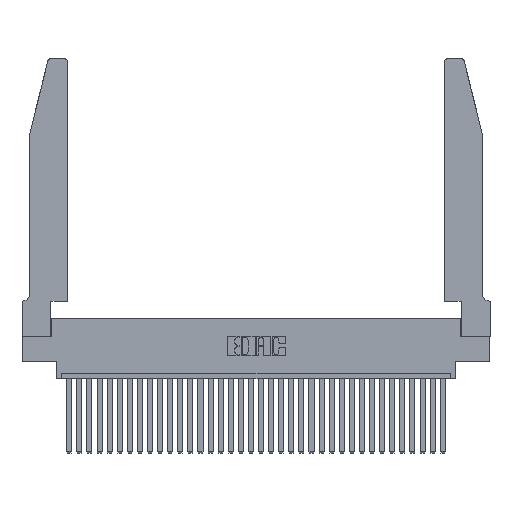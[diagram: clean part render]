
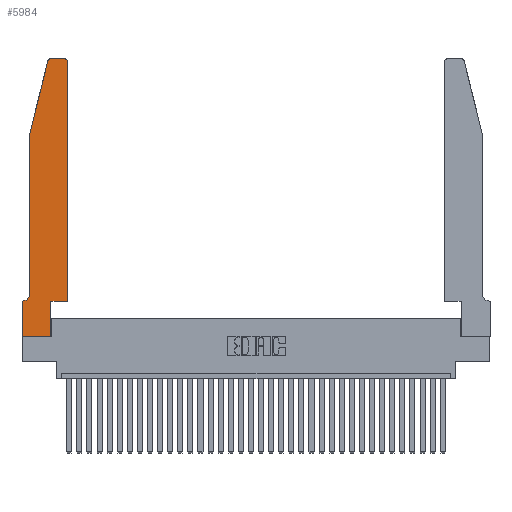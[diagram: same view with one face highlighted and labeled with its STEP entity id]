
A CAD part, top view. The second image highlights one B-rep face of the part: STEP entity #5984.
In plain terms, the highlighted planar face has unit normal (0, 0, 1).
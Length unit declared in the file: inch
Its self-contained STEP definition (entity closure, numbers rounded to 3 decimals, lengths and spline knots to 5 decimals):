
#396 = VECTOR ( 'NONE', #32852, 39.37008 ) ;
#506 = CARTESIAN_POINT ( 'NONE',  ( 0.0755, 2., 0.37 ) ) ;
#1230 = VERTEX_POINT ( 'NONE', #14040 ) ;
#1898 = ORIENTED_EDGE ( 'NONE', *, *, #10208, .T. ) ;
#2443 = DIRECTION ( 'NONE',  ( 0., 0., 1. ) ) ;
#2598 = VERTEX_POINT ( 'NONE', #4770 ) ;
#2643 = LINE ( 'NONE', #18801, #29162 ) ;
#2685 = EDGE_CURVE ( 'NONE', #19428, #18845, #21083, .T. ) ;
#3055 = CARTESIAN_POINT ( 'NONE',  ( 0., 0.35, 0.37 ) ) ;
#3532 = CARTESIAN_POINT ( 'NONE',  ( 0.284, 2.75, 0.37 ) ) ;
#3706 = LINE ( 'NONE', #19631, #23711 ) ;
#4086 = CARTESIAN_POINT ( 'NONE',  ( 0.25487, 2.72718, 0.37 ) ) ;
#4770 = CARTESIAN_POINT ( 'NONE',  ( 0.4505, 2.72, 0.37 ) ) ;
#5051 = DIRECTION ( 'NONE',  ( 1., 0., 0. ) ) ;
#5109 = CARTESIAN_POINT ( 'NONE',  ( 0.0055, 0.42, 0.37 ) ) ;
#5370 = ORIENTED_EDGE ( 'NONE', *, *, #6093, .T. ) ;
#5420 = CIRCLE ( 'NONE', #19520, 0.03 ) ;
#5792 = VERTEX_POINT ( 'NONE', #27677 ) ;
#5984 = ADVANCED_FACE ( 'NONE', ( #30719 ), #31889, .T. ) ;
#6093 = EDGE_CURVE ( 'NONE', #5792, #1230, #20507, .T. ) ;
#6999 = DIRECTION ( 'NONE',  ( 1., 0., 0. ) ) ;
#8141 = DIRECTION ( 'NONE',  ( 1., 0., 0. ) ) ;
#8216 = CARTESIAN_POINT ( 'NONE',  ( 0.4505, 0.35, 0.37 ) ) ;
#8260 = DIRECTION ( 'NONE',  ( 0., 0., 1. ) ) ;
#9134 = CIRCLE ( 'NONE', #10099, 0.03 ) ;
#9807 = ORIENTED_EDGE ( 'NONE', *, *, #28849, .T. ) ;
#9814 = LINE ( 'NONE', #25625, #31890 ) ;
#9815 = DIRECTION ( 'NONE',  ( 0., 0., -1. ) ) ;
#10064 = VERTEX_POINT ( 'NONE', #506 ) ;
#10099 = AXIS2_PLACEMENT_3D ( 'NONE', #13532, #8260, #23789 ) ;
#10208 = EDGE_CURVE ( 'NONE', #10064, #32699, #2643, .T. ) ;
#10391 = ORIENTED_EDGE ( 'NONE', *, *, #29160, .T. ) ;
#11464 = EDGE_CURVE ( 'NONE', #1230, #2598, #13568, .T. ) ;
#12341 = LINE ( 'NONE', #32627, #396 ) ;
#12371 = CARTESIAN_POINT ( 'NONE',  ( 0., 0., 0.37 ) ) ;
#12930 = VECTOR ( 'NONE', #25986, 39.37008 ) ;
#13314 = DIRECTION ( 'NONE',  ( 0., 0., 1. ) ) ;
#13376 = DIRECTION ( 'NONE',  ( 0., 1., 0. ) ) ;
#13532 = CARTESIAN_POINT ( 'NONE',  ( 0.4205, 2.72, 0.37 ) ) ;
#13568 = LINE ( 'NONE', #8216, #24599 ) ;
#13601 = ORIENTED_EDGE ( 'NONE', *, *, #15228, .T. ) ;
#14040 = CARTESIAN_POINT ( 'NONE',  ( 0.4505, 0.35, 0.37 ) ) ;
#15228 = EDGE_CURVE ( 'NONE', #32699, #31180, #18461, .T. ) ;
#15505 = VERTEX_POINT ( 'NONE', #4086 ) ;
#15613 = CARTESIAN_POINT ( 'NONE',  ( 0., 0.35, 0.37 ) ) ;
#16402 = VECTOR ( 'NONE', #6999, 39.37008 ) ;
#16633 = ORIENTED_EDGE ( 'NONE', *, *, #19507, .T. ) ;
#17217 = ORIENTED_EDGE ( 'NONE', *, *, #20963, .T. ) ;
#18039 = CARTESIAN_POINT ( 'NONE',  ( 0.2865, 0., 0.37 ) ) ;
#18461 = CIRCLE ( 'NONE', #29216, 0.07 ) ;
#18680 = DIRECTION ( 'NONE',  ( -0.239, -0.971, 0. ) ) ;
#18801 = CARTESIAN_POINT ( 'NONE',  ( 0.0755, 2., 0.37 ) ) ;
#18845 = VERTEX_POINT ( 'NONE', #18039 ) ;
#18922 = AXIS2_PLACEMENT_3D ( 'NONE', #15613, #2443, #5051 ) ;
#19146 = VERTEX_POINT ( 'NONE', #3532 ) ;
#19428 = VERTEX_POINT ( 'NONE', #12371 ) ;
#19507 = EDGE_CURVE ( 'NONE', #19146, #15505, #5420, .T. ) ;
#19520 = AXIS2_PLACEMENT_3D ( 'NONE', #23672, #13314, #8141 ) ;
#19543 = EDGE_CURVE ( 'NONE', #2598, #26725, #9134, .T. ) ;
#19631 = CARTESIAN_POINT ( 'NONE',  ( 0.0755, 0.35, 0.37 ) ) ;
#20258 = DIRECTION ( 'NONE',  ( 0., -1., 0. ) ) ;
#20507 = LINE ( 'NONE', #33022, #16402 ) ;
#20963 = EDGE_CURVE ( 'NONE', #15505, #10064, #22978, .T. ) ;
#21083 = LINE ( 'NONE', #28721, #12930 ) ;
#21113 = ORIENTED_EDGE ( 'NONE', *, *, #26474, .T. ) ;
#22978 = LINE ( 'NONE', #29157, #26217 ) ;
#23672 = CARTESIAN_POINT ( 'NONE',  ( 0.284, 2.72, 0.37 ) ) ;
#23711 = VECTOR ( 'NONE', #24843, 39.37008 ) ;
#23789 = DIRECTION ( 'NONE',  ( 1., 0., 0. ) ) ;
#24019 = DIRECTION ( 'NONE',  ( 0., -1., 0. ) ) ;
#24599 = VECTOR ( 'NONE', #13376, 39.37008 ) ;
#24843 = DIRECTION ( 'NONE',  ( -1., 0., 0. ) ) ;
#25040 = ORIENTED_EDGE ( 'NONE', *, *, #11464, .T. ) ;
#25625 = CARTESIAN_POINT ( 'NONE',  ( 0.2605, 2.75, 0.37 ) ) ;
#25669 = DIRECTION ( 'NONE',  ( -1., 0., 0. ) ) ;
#25954 = LINE ( 'NONE', #33122, #31278 ) ;
#25986 = DIRECTION ( 'NONE',  ( 1., 0., 0. ) ) ;
#26217 = VECTOR ( 'NONE', #18680, 39.37008 ) ;
#26226 = CARTESIAN_POINT ( 'NONE',  ( 0.4205, 2.75, 0.37 ) ) ;
#26474 = EDGE_CURVE ( 'NONE', #33301, #19428, #25954, .T. ) ;
#26725 = VERTEX_POINT ( 'NONE', #26226 ) ;
#27651 = ORIENTED_EDGE ( 'NONE', *, *, #2685, .T. ) ;
#27677 = CARTESIAN_POINT ( 'NONE',  ( 0.2865, 0.35, 0.37 ) ) ;
#28249 = ORIENTED_EDGE ( 'NONE', *, *, #19543, .T. ) ;
#28721 = CARTESIAN_POINT ( 'NONE',  ( 0., 0., 0.37 ) ) ;
#28849 = EDGE_CURVE ( 'NONE', #18845, #5792, #12341, .T. ) ;
#28851 = ORIENTED_EDGE ( 'NONE', *, *, #28937, .T. ) ;
#28937 = EDGE_CURVE ( 'NONE', #31180, #33301, #3706, .T. ) ;
#29157 = CARTESIAN_POINT ( 'NONE',  ( 0.0755, 2., 0.37 ) ) ;
#29160 = EDGE_CURVE ( 'NONE', #26725, #19146, #9814, .T. ) ;
#29162 = VECTOR ( 'NONE', #24019, 39.37008 ) ;
#29216 = AXIS2_PLACEMENT_3D ( 'NONE', #5109, #9815, #25669 ) ;
#30667 = CARTESIAN_POINT ( 'NONE',  ( 0.0755, 0.42, 0.37 ) ) ;
#30719 = FACE_OUTER_BOUND ( 'NONE', #32684, .T. ) ;
#30922 = DIRECTION ( 'NONE',  ( -1., 0., 0. ) ) ;
#31180 = VERTEX_POINT ( 'NONE', #32252 ) ;
#31278 = VECTOR ( 'NONE', #20258, 39.37008 ) ;
#31889 = PLANE ( 'NONE',  #18922 ) ;
#31890 = VECTOR ( 'NONE', #30922, 39.37008 ) ;
#32252 = CARTESIAN_POINT ( 'NONE',  ( 0.0055, 0.35, 0.37 ) ) ;
#32627 = CARTESIAN_POINT ( 'NONE',  ( 0.2865, 0.35, 0.37 ) ) ;
#32684 = EDGE_LOOP ( 'NONE', ( #10391, #16633, #17217, #1898, #13601, #28851, #21113, #27651, #9807, #5370, #25040, #28249 ) ) ;
#32699 = VERTEX_POINT ( 'NONE', #30667 ) ;
#32852 = DIRECTION ( 'NONE',  ( 0., 1., 0. ) ) ;
#33022 = CARTESIAN_POINT ( 'NONE',  ( 0.4505, 0.35, 0.37 ) ) ;
#33122 = CARTESIAN_POINT ( 'NONE',  ( 0., 0., 0.37 ) ) ;
#33301 = VERTEX_POINT ( 'NONE', #3055 ) ;
